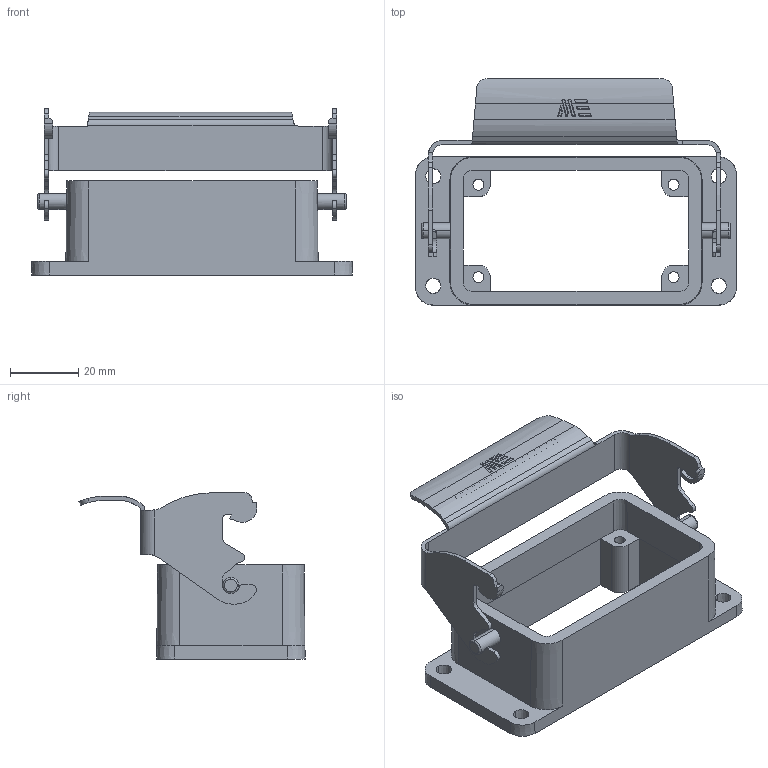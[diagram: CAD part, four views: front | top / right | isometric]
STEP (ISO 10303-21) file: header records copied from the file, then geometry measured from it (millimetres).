
FILE_DESCRIPTION (( 'STEP AP203' ), '1' );
FILE_NAME ('29350S.step', '2025-02-12T17:35:02', ( '' ), ( '' ), 'SwSTEP 2.0', 'SolidWorks 2024', '' );
FILE_SCHEMA (( 'CONFIG_CONTROL_DESIGN' ));
Length unit declared in the file: inch
Products named in the file (1): 29350S
Bounding box: 93.74 x 66.07 x 48.55 mm (x, y, z)
Volume: 32434.1 mm3; surface area: 24209.9 mm2
Topology: 1 solids, 1 shells, 244 faces, 677 edges, 440 vertices
Faces by surface type: cylinder 105, plane 97, bspline 22, cone 20
Entity records: 9052 total; most frequent: CARTESIAN_POINT 2811, ORIENTED_EDGE 1354, DIRECTION 1218, EDGE_CURVE 677, VERTEX_POINT 440, AXIS2_PLACEMENT_3D 420, VECTOR 378, LINE 378
